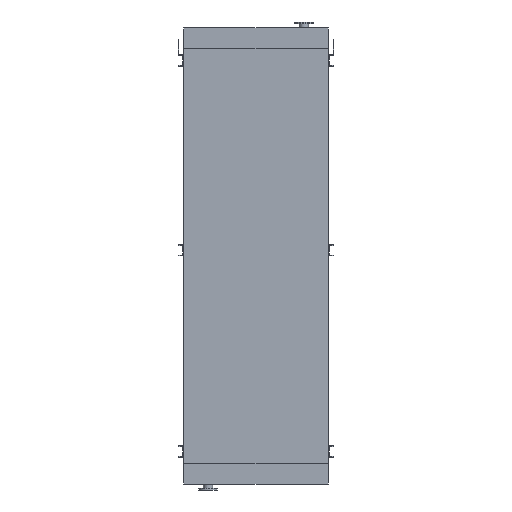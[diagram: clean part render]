
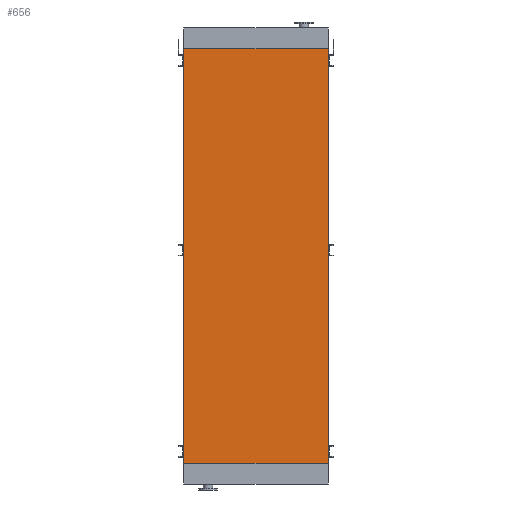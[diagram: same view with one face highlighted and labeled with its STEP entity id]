
A CAD part, front view. The second image highlights one B-rep face of the part: STEP entity #656.
In plain terms, the highlighted planar face has unit normal (0, -1, 0).
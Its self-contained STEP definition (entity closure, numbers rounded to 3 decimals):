
#21 = ORIENTED_EDGE ( 'NONE', *, *, #17844, .F. ) ;
#30 = EDGE_CURVE ( 'NONE', #5307, #5906, #12340, .T. ) ;
#51 = VERTEX_POINT ( 'NONE', #19046 ) ;
#656 = ADVANCED_FACE ( 'NONE', ( #19186 ), #12568, .T. ) ;
#936 = EDGE_CURVE ( 'NONE', #5307, #18041, #6335, .T. ) ;
#1658 = VECTOR ( 'NONE', #6883, 1000. ) ;
#3103 = DIRECTION ( 'NONE',  ( 0., -1., 0. ) ) ;
#3508 = ORIENTED_EDGE ( 'NONE', *, *, #936, .F. ) ;
#3982 = ORIENTED_EDGE ( 'NONE', *, *, #30, .T. ) ;
#4853 = CARTESIAN_POINT ( 'NONE',  ( -845., 0., 0. ) ) ;
#5106 = CARTESIAN_POINT ( 'NONE',  ( 845., 0., -4850. ) ) ;
#5307 = VERTEX_POINT ( 'NONE', #5910 ) ;
#5574 = LINE ( 'NONE', #4853, #18691 ) ;
#5593 = CARTESIAN_POINT ( 'NONE',  ( -845., 0., 0. ) ) ;
#5906 = VERTEX_POINT ( 'NONE', #5106 ) ;
#5910 = CARTESIAN_POINT ( 'NONE',  ( -845., 0., -4850. ) ) ;
#6335 = LINE ( 'NONE', #8490, #1658 ) ;
#6417 = DIRECTION ( 'NONE',  ( 1., 0., 0. ) ) ;
#6883 = DIRECTION ( 'NONE',  ( 0., 0., 1. ) ) ;
#7342 = LINE ( 'NONE', #8714, #19411 ) ;
#8199 = AXIS2_PLACEMENT_3D ( 'NONE', #20401, #3103, #14145 ) ;
#8490 = CARTESIAN_POINT ( 'NONE',  ( -845., 0., -4850. ) ) ;
#8631 = VECTOR ( 'NONE', #6417, 1000. ) ;
#8714 = CARTESIAN_POINT ( 'NONE',  ( 845., 0., -4850. ) ) ;
#10693 = EDGE_LOOP ( 'NONE', ( #21, #3508, #3982, #19315 ) ) ;
#12340 = LINE ( 'NONE', #15897, #8631 ) ;
#12568 = PLANE ( 'NONE',  #8199 ) ;
#14145 = DIRECTION ( 'NONE',  ( 0., 0., -1. ) ) ;
#15897 = CARTESIAN_POINT ( 'NONE',  ( -845., 0., -4850. ) ) ;
#17844 = EDGE_CURVE ( 'NONE', #18041, #51, #5574, .T. ) ;
#18041 = VERTEX_POINT ( 'NONE', #5593 ) ;
#18141 = DIRECTION ( 'NONE',  ( 0., 0., 1. ) ) ;
#18691 = VECTOR ( 'NONE', #19002, 1000. ) ;
#18867 = EDGE_CURVE ( 'NONE', #5906, #51, #7342, .T. ) ;
#19002 = DIRECTION ( 'NONE',  ( 1., 0., 0. ) ) ;
#19046 = CARTESIAN_POINT ( 'NONE',  ( 845., 0., 0. ) ) ;
#19186 = FACE_OUTER_BOUND ( 'NONE', #10693, .T. ) ;
#19315 = ORIENTED_EDGE ( 'NONE', *, *, #18867, .T. ) ;
#19411 = VECTOR ( 'NONE', #18141, 1000. ) ;
#20401 = CARTESIAN_POINT ( 'NONE',  ( -845., 0., -4850. ) ) ;
